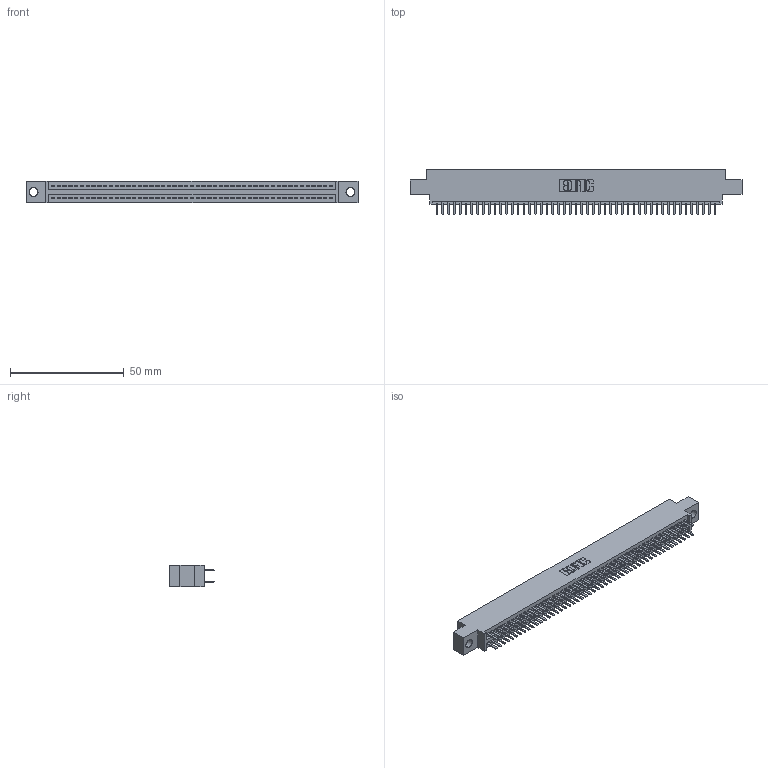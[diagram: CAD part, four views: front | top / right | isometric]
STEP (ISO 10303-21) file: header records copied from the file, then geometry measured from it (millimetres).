
FILE_DESCRIPTION (( 'STEP AP203' ), '1' );
FILE_NAME ('395-098-520-804.STEP', '2021-06-17T12:32:20', ( '' ), ( '' ), 'SwSTEP 2.0', 'SolidWorks 2020', '' );
FILE_SCHEMA (( 'CONFIG_CONTROL_DESIGN' ));
Length unit declared in the file: inch
Products named in the file (3): 345-292-001_345-293-120; 345 Part_0.170 Offset - 0.156 Dia-TI; 395-098-520-804
Assembly tree (99 placements, depth 2):
  395-098-520-804
    345 Part_0.170 Offset - 0.156 Dia-TI
    345-292-001_345-293-120  x98
Bounding box: 145.67 x 19.68 x 9.4 mm (x, y, z)
Volume: 13953 mm3; surface area: 20663.9 mm2
Topology: 99 solids, 99 shells, 5436 faces, 15775 edges, 10254 vertices
Faces by surface type: plane 3528, cylinder 1908
Entity records: 38169 total; most frequent: CARTESIAN_POINT 6410, ORIENTED_EDGE 6330, DIRECTION 5629, EDGE_CURVE 3165, VECTOR 2833, LINE 2833, VERTEX_POINT 2106, AXIS2_PLACEMENT_3D 1398
